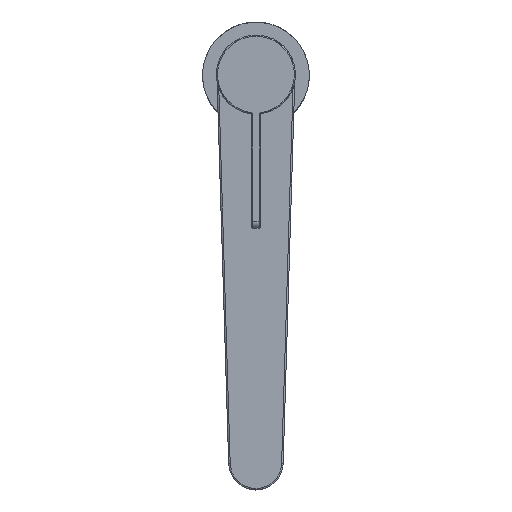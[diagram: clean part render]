
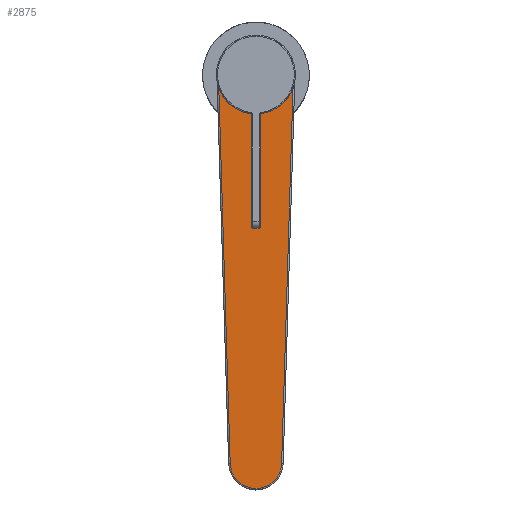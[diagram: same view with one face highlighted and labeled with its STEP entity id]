
A CAD part, top view. The second image highlights one B-rep face of the part: STEP entity #2875.
In plain terms, the highlighted planar face has unit normal (0, 0, 1).
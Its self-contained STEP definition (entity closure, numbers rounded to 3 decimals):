
#273=FACE_BOUND('',#737,.T.);
#374=CIRCLE('',#3273,17.2);
#378=CIRCLE('',#3279,11.8);
#387=CIRCLE('',#3290,16.);
#562=FACE_OUTER_BOUND('',#736,.T.);
#736=EDGE_LOOP('',(#2425,#2426,#2427,#2428));
#737=EDGE_LOOP('',(#2429));
#904=LINE('',#8430,#1068);
#918=LINE('',#8491,#1082);
#1068=VECTOR('',#3959,177.918);
#1082=VECTOR('',#4029,177.918);
#1299=VERTEX_POINT('',#8423);
#1300=VERTEX_POINT('',#8424);
#1301=VERTEX_POINT('',#8429);
#1302=VERTEX_POINT('',#8433);
#1313=VERTEX_POINT('',#8457);
#1672=EDGE_CURVE('',#1299,#1300,#374,.T.);
#1675=EDGE_CURVE('',#1301,#1299,#904,.T.);
#1677=EDGE_CURVE('',#1302,#1301,#378,.T.);
#1689=EDGE_CURVE('',#1313,#1313,#387,.T.);
#1706=EDGE_CURVE('',#1300,#1302,#918,.T.);
#2425=ORIENTED_EDGE('',*,*,#1677,.T.);
#2426=ORIENTED_EDGE('',*,*,#1675,.T.);
#2427=ORIENTED_EDGE('',*,*,#1672,.T.);
#2428=ORIENTED_EDGE('',*,*,#1706,.T.);
#2429=ORIENTED_EDGE('',*,*,#1689,.F.);
#2736=PLANE('',#3304);
#2875=ADVANCED_FACE('',(#562,#273),#2736,.T.);
#3273=AXIS2_PLACEMENT_3D('',#8425,#3951,#3952);
#3279=AXIS2_PLACEMENT_3D('',#8434,#3964,#3965);
#3290=AXIS2_PLACEMENT_3D('',#8459,#3989,#3990);
#3304=AXIS2_PLACEMENT_3D('',#8490,#4027,#4028);
#3951=DIRECTION('center_axis',(0.,0.,1.));
#3952=DIRECTION('ref_axis',(1.,-0.03,0.));
#3959=DIRECTION('',(0.03,1.,0.));
#3964=DIRECTION('center_axis',(0.,0.,1.));
#3965=DIRECTION('ref_axis',(-1.,-0.03,0.));
#3989=DIRECTION('center_axis',(0.,0.,1.));
#3990=DIRECTION('ref_axis',(0.,-1.,0.));
#4027=DIRECTION('center_axis',(0.,0.,1.));
#4028=DIRECTION('ref_axis',(-1.,0.,0.));
#4029=DIRECTION('',(0.03,-1.,0.));
#8423=CARTESIAN_POINT('',(17.192,245.407,248.348));
#8424=CARTESIAN_POINT('',(-17.192,245.407,248.348));
#8425=CARTESIAN_POINT('Origin',(0.,245.929,248.348));
#8429=CARTESIAN_POINT('',(11.795,67.571,248.348));
#8430=CARTESIAN_POINT('',(11.795,67.571,248.348));
#8433=CARTESIAN_POINT('',(-11.795,67.571,248.348));
#8434=CARTESIAN_POINT('Origin',(0.,67.929,248.348));
#8457=CARTESIAN_POINT('',(1.394,261.868,248.348));
#8459=CARTESIAN_POINT('Origin',(0.,245.929,248.348));
#8490=CARTESIAN_POINT('Origin',(27.538,273.433,248.348));
#8491=CARTESIAN_POINT('',(-17.192,245.407,248.348));
